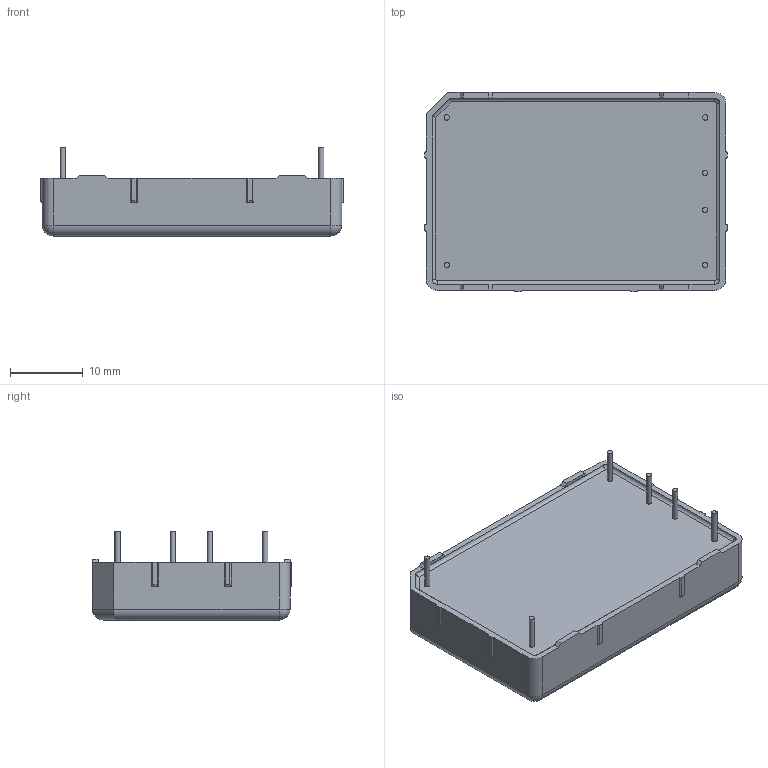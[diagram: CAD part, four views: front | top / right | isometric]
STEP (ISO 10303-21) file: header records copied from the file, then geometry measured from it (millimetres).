
FILE_DESCRIPTION(/* description */ ('Alibre Inc.'),/* implementation_level */ '2;1');
FILE_NAME(/* name */ 'export0',/* time_stamp */ '2011-08-09T16:28:25+02:00',/* author */ (''),/* organization */ (''),/* preprocessor_version */ 'ST-DEVELOPER v12',/* originating_system */ 'Alibre',/* authorisation */ '');
FILE_SCHEMA (('AUTOMOTIVE_DESIGN'));
Length unit declared in the file: centimetre
Bounding box: 41.6 x 27.41 x 12.16 mm (x, y, z)
Volume: 1615.1 mm3; surface area: 6288.7 mm2
Topology: 1 solids, 2 shells, 419 faces, 1150 edges, 765 vertices
Faces by surface type: plane 300, cylinder 58, bspline 55, sphere 3, torus 3
Full cylindrical faces by diameter (mm): 0.69 x1, 0.699 x1, 0.73 x12, 1.35 x2, 2 x1
Entity records: 12650 total; most frequent: CARTESIAN_POINT 2776, ORIENTED_EDGE 2236, DIRECTION 1510, EDGE_CURVE 1118, VECTOR 890, LINE 890, VERTEX_POINT 753, EDGE_LOOP 477
